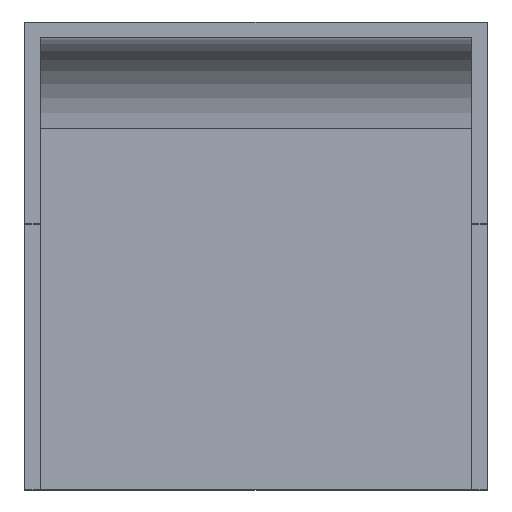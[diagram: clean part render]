
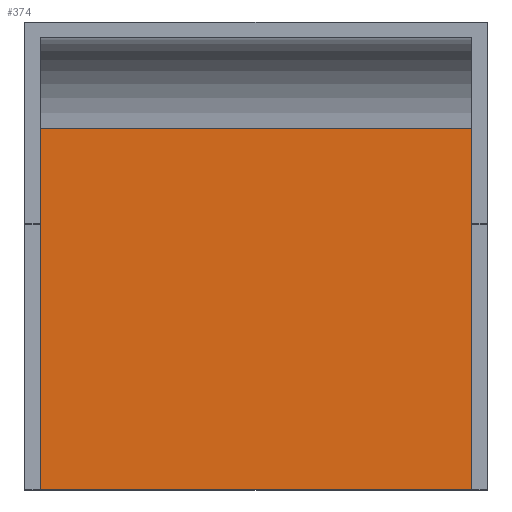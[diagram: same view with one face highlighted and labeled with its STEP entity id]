
A CAD part, top view. The second image highlights one B-rep face of the part: STEP entity #374.
In plain terms, the highlighted planar face has unit normal (0, 0, 1).
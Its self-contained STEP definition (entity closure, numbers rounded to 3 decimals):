
#23 = EDGE_CURVE ( 'NONE', #454, #335, #522, .T. ) ;
#28 = VERTEX_POINT ( 'NONE', #411 ) ;
#39 = VECTOR ( 'NONE', #214, 1000. ) ;
#44 = EDGE_CURVE ( 'NONE', #463, #454, #60, .T. ) ;
#51 = AXIS2_PLACEMENT_3D ( 'NONE', #363, #200, #489 ) ;
#60 = LINE ( 'NONE', #163, #39 ) ;
#62 = VECTOR ( 'NONE', #471, 1000. ) ;
#64 = LINE ( 'NONE', #228, #520 ) ;
#96 = ORIENTED_EDGE ( 'NONE', *, *, #44, .F. ) ;
#123 = EDGE_CURVE ( 'NONE', #463, #28, #288, .T. ) ;
#142 = PLANE ( 'NONE',  #51 ) ;
#163 = CARTESIAN_POINT ( 'NONE',  ( 21.8, -22., -20.5 ) ) ;
#183 = EDGE_CURVE ( 'NONE', #28, #335, #64, .T. ) ;
#200 = DIRECTION ( 'NONE',  ( 0., 0., 1. ) ) ;
#214 = DIRECTION ( 'NONE',  ( -1., 0., 0. ) ) ;
#221 = CARTESIAN_POINT ( 'NONE',  ( 20.3, 12., -20.5 ) ) ;
#228 = CARTESIAN_POINT ( 'NONE',  ( 21.8, 12., -20.5 ) ) ;
#238 = CARTESIAN_POINT ( 'NONE',  ( -20.3, 12., -20.5 ) ) ;
#288 = LINE ( 'NONE', #221, #62 ) ;
#313 = ORIENTED_EDGE ( 'NONE', *, *, #23, .F. ) ;
#319 = DIRECTION ( 'NONE',  ( 0., 1., 0. ) ) ;
#335 = VERTEX_POINT ( 'NONE', #238 ) ;
#353 = EDGE_LOOP ( 'NONE', ( #313, #96, #531, #438 ) ) ;
#356 = DIRECTION ( 'NONE',  ( -1., 0., 0. ) ) ;
#363 = CARTESIAN_POINT ( 'NONE',  ( 21.8, 12., -20.5 ) ) ;
#374 = ADVANCED_FACE ( 'NONE', ( #398 ), #142, .T. ) ;
#398 = FACE_OUTER_BOUND ( 'NONE', #353, .T. ) ;
#411 = CARTESIAN_POINT ( 'NONE',  ( 20.3, 12., -20.5 ) ) ;
#438 = ORIENTED_EDGE ( 'NONE', *, *, #183, .T. ) ;
#453 = CARTESIAN_POINT ( 'NONE',  ( -20.3, 12., -20.5 ) ) ;
#454 = VERTEX_POINT ( 'NONE', #494 ) ;
#457 = CARTESIAN_POINT ( 'NONE',  ( 20.3, -22., -20.5 ) ) ;
#463 = VERTEX_POINT ( 'NONE', #457 ) ;
#471 = DIRECTION ( 'NONE',  ( 0., 1., 0. ) ) ;
#489 = DIRECTION ( 'NONE',  ( 0., -1., 0. ) ) ;
#492 = VECTOR ( 'NONE', #319, 1000. ) ;
#494 = CARTESIAN_POINT ( 'NONE',  ( -20.3, -22., -20.5 ) ) ;
#520 = VECTOR ( 'NONE', #356, 1000. ) ;
#522 = LINE ( 'NONE', #453, #492 ) ;
#531 = ORIENTED_EDGE ( 'NONE', *, *, #123, .T. ) ;
